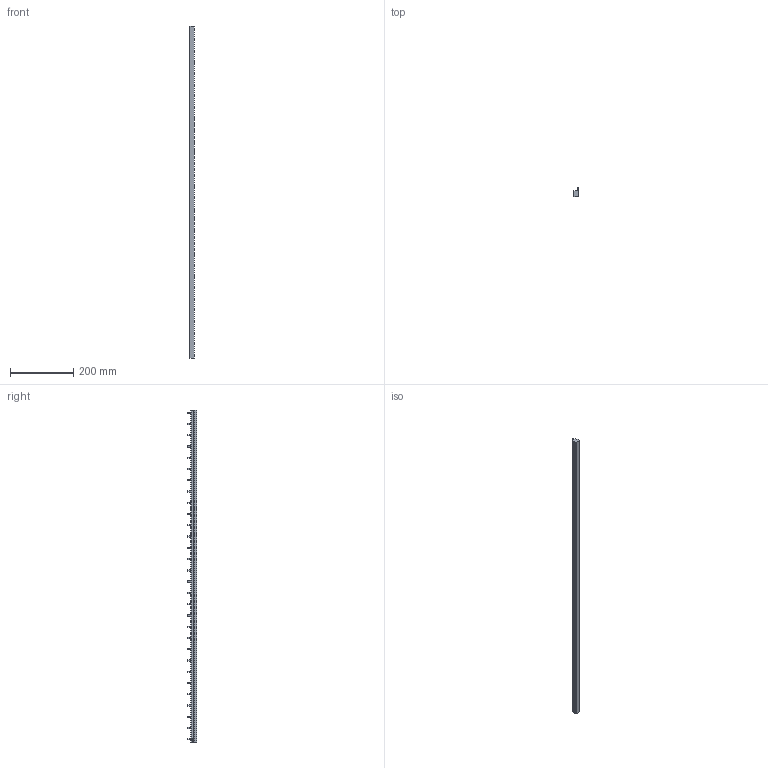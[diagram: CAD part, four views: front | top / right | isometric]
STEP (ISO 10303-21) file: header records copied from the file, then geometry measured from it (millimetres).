
FILE_DESCRIPTION((''),'2;1');
FILE_NAME('STP-3211-ORIGINAL_ASM','2021-05-10T',('marketing.praksa'),('Audax d.o.o.'),'CREO PARAMETRIC BY PTC INC, 2017480','CREO PARAMETRIC BY PTC INC, 2017480','');
FILE_SCHEMA(('AUTOMOTIVE_DESIGN { 1 0 10303 214 1 1 1 1 }'));
Length unit declared in the file: millimetre
Products named in the file (4): PRT9523; PRT9524; PRT9525; STP-3211-ORIGINAL_ASM
Assembly tree (3 placements, depth 2):
  STP-3211-ORIGINAL_ASM
    PRT9523
    PRT9524
    PRT9525
Bounding box: 15.77 x 29 x 1050 mm (x, y, z)
Volume: 286108.3 mm3; surface area: 73836.4 mm2
Topology: 34 solids, 34 shells, 403 faces, 1008 edges, 673 vertices
Faces by surface type: plane 246, cylinder 157
Entity records: 19045 total; most frequent: CARTESIAN_POINT 2773, ORIENTED_EDGE 2016, DIRECTION 1852, PRESENTATION_STYLE_ASSIGNMENT 1445, STYLED_ITEM 1445, CURVE_STYLE 1008, EDGE_CURVE 1008, VECTOR 688
